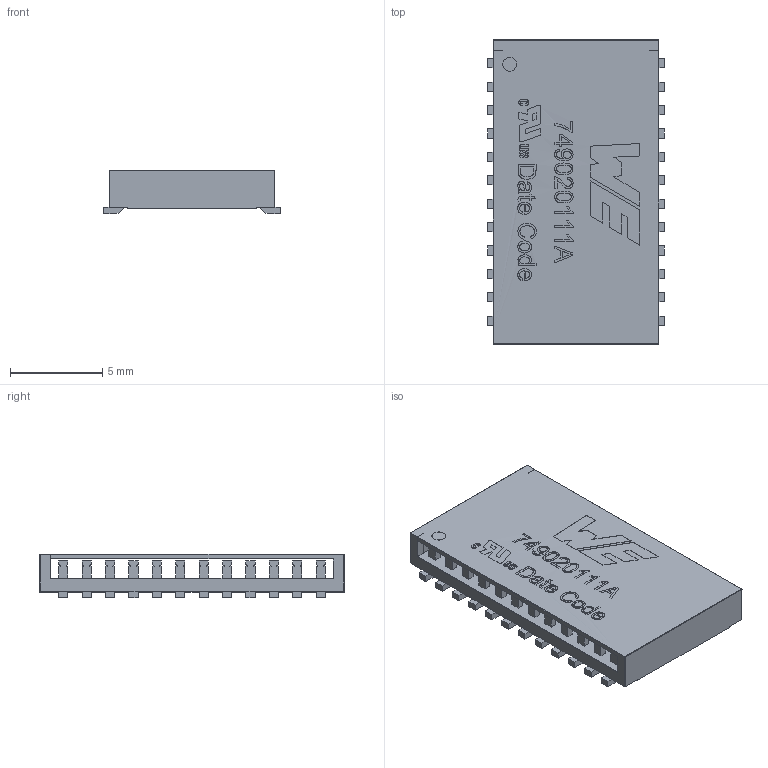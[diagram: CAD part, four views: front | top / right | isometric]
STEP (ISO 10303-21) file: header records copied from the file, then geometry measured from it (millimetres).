
FILE_DESCRIPTION(/* description */ ('Unknown'),/* implementation_level */ '2;1');
FILE_NAME(/* name */ 'T_Wurth_WE-LAN_749020111A',/* time_stamp */ '2025-08-26T16:53:41+08:00',/* author */ ('Unknown'),/* organization */ ('Unknown'),/* preprocessor_version */ 'ST-DEVELOPER v19.4',/* originating_system */ 'Solid Edge',/* authorisation */ 'Unknown');
FILE_SCHEMA (('AUTOMOTIVE_DESIGN {1 0 10303 214 3 1 1}'));
Length unit declared in the file: millimetre
Products named in the file (2): T_Wurth_WE-LAN_749020111A
Assembly tree (1 placements, depth 2):
  T_Wurth_WE-LAN_749020111A
    T_Wurth_WE-LAN_749020111A
Bounding box: 9.6 x 16.5 x 2.35 mm (x, y, z)
Volume: 165.5 mm3; surface area: 735.4 mm2
Topology: 1 solids, 1 shells, 689 faces, 1833 edges, 1205 vertices
Faces by surface type: plane 546, cylinder 111, bspline 32
Full cylindrical faces by diameter (mm): 0.75 x1
Entity records: 26956 total; most frequent: CARTESIAN_POINT 5336, ORIENTED_EDGE 3648, DIRECTION 3112, EDGE_CURVE 1824, LINE 1374, VECTOR 1374, VERTEX_POINT 1205, AXIS2_PLACEMENT_3D 869
